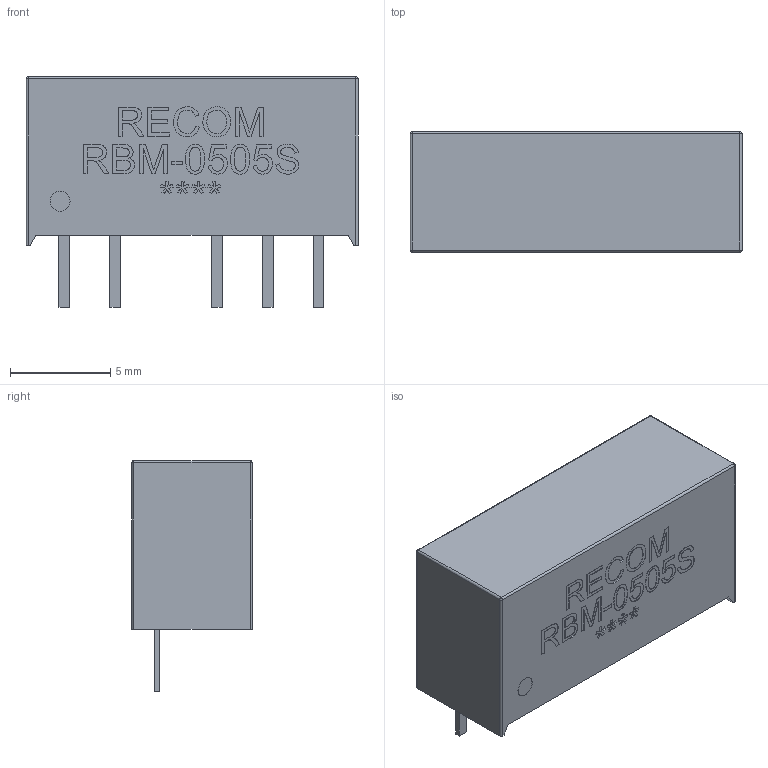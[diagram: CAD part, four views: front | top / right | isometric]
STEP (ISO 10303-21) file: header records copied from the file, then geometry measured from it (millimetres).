
FILE_DESCRIPTION(('STEP AP214'),'1');
FILE_NAME('53081.stp','2015-09-27T06:46:50',('TraceParts'),('TraceParts S.A.'),'Spatial InterOp 3D',' ',' ');
FILE_SCHEMA(('automotive_design'));
Length unit declared in the file: millimetre
Products named in the file (1): 1
Bounding box: 16.55 x 6 x 11.49 mm (x, y, z)
Volume: 788.5 mm3; surface area: 591.7 mm2
Topology: 1 solids, 1 shells, 356 faces, 973 edges, 646 vertices
Faces by surface type: extrusion 192, plane 150, cylinder 10, sphere 4
Entity records: 24696 total; most frequent: CARTESIAN_POINT 14195, ORIENTED_EDGE 1938, EDGE_CURVE 969, B_SPLINE_CURVE_WITH_KNOTS 894, DIRECTION 809, VERTEX_POINT 646, VECTOR 439, EDGE_LOOP 387
